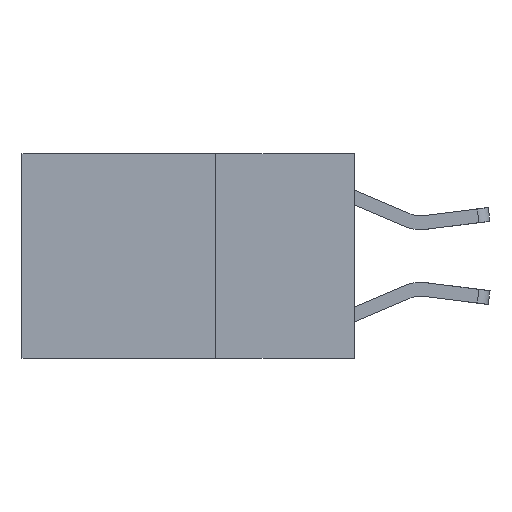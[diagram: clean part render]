
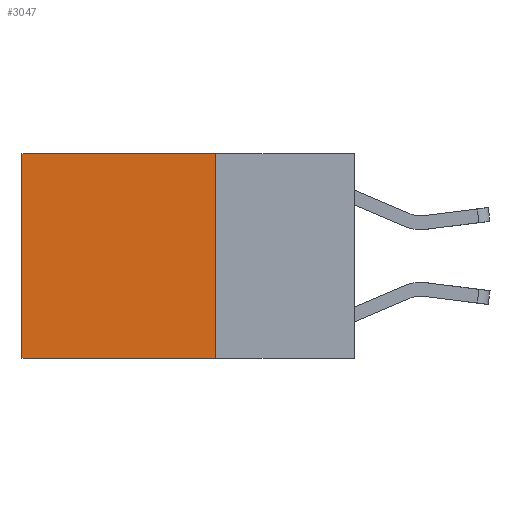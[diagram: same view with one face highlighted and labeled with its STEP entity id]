
A CAD part, left-side view. The second image highlights one B-rep face of the part: STEP entity #3047.
In plain terms, the highlighted planar face has unit normal (-1, 0, 0).
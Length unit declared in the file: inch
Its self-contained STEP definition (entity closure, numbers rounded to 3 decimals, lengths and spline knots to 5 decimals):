
#120 = FACE_OUTER_BOUND ( 'NONE', #2418, .T. ) ;
#213 = VERTEX_POINT ( 'NONE', #5322 ) ;
#220 = VECTOR ( 'NONE', #7596, 39.37008 ) ;
#269 = LINE ( 'NONE', #7719, #220 ) ;
#662 = EDGE_CURVE ( 'NONE', #213, #3966, #6273, .T. ) ;
#792 = VECTOR ( 'NONE', #7103, 39.37008 ) ;
#929 = EDGE_CURVE ( 'NONE', #5928, #3966, #5456, .T. ) ;
#1381 = DIRECTION ( 'NONE',  ( 0., 0., -1. ) ) ;
#2191 = DIRECTION ( 'NONE',  ( 0., 1., 0. ) ) ;
#2339 = CARTESIAN_POINT ( 'NONE',  ( 0.2625, 0.25, -0.37 ) ) ;
#2402 = AXIS2_PLACEMENT_3D ( 'NONE', #6405, #3686, #5188 ) ;
#2418 = EDGE_LOOP ( 'NONE', ( #6903, #8575, #6885, #8467 ) ) ;
#3007 = EDGE_CURVE ( 'NONE', #3552, #5928, #269, .T. ) ;
#3047 = ADVANCED_FACE ( 'NONE', ( #120 ), #7074, .F. ) ;
#3552 = VERTEX_POINT ( 'NONE', #6636 ) ;
#3686 = DIRECTION ( 'NONE',  ( 1., 0., 0. ) ) ;
#3966 = VERTEX_POINT ( 'NONE', #6654 ) ;
#4856 = EDGE_CURVE ( 'NONE', #3552, #213, #6594, .T. ) ;
#5188 = DIRECTION ( 'NONE',  ( 0., 0., -1. ) ) ;
#5322 = CARTESIAN_POINT ( 'NONE',  ( 0.2625, 0.6, 0. ) ) ;
#5456 = LINE ( 'NONE', #2339, #5474 ) ;
#5474 = VECTOR ( 'NONE', #2191, 39.37008 ) ;
#5928 = VERTEX_POINT ( 'NONE', #7508 ) ;
#6211 = VECTOR ( 'NONE', #1381, 39.37008 ) ;
#6273 = LINE ( 'NONE', #6848, #6211 ) ;
#6405 = CARTESIAN_POINT ( 'NONE',  ( 0.2625, 0.25, 0. ) ) ;
#6594 = LINE ( 'NONE', #7122, #792 ) ;
#6636 = CARTESIAN_POINT ( 'NONE',  ( 0.2625, 0.25, 0. ) ) ;
#6654 = CARTESIAN_POINT ( 'NONE',  ( 0.2625, 0.6, -0.37 ) ) ;
#6848 = CARTESIAN_POINT ( 'NONE',  ( 0.2625, 0.6, 0. ) ) ;
#6885 = ORIENTED_EDGE ( 'NONE', *, *, #3007, .F. ) ;
#6903 = ORIENTED_EDGE ( 'NONE', *, *, #662, .T. ) ;
#7074 = PLANE ( 'NONE',  #2402 ) ;
#7103 = DIRECTION ( 'NONE',  ( 0., 1., 0. ) ) ;
#7122 = CARTESIAN_POINT ( 'NONE',  ( 0.2625, 0.25, 0. ) ) ;
#7508 = CARTESIAN_POINT ( 'NONE',  ( 0.2625, 0.25, -0.37 ) ) ;
#7596 = DIRECTION ( 'NONE',  ( 0., 0., -1. ) ) ;
#7719 = CARTESIAN_POINT ( 'NONE',  ( 0.2625, 0.25, 0. ) ) ;
#8467 = ORIENTED_EDGE ( 'NONE', *, *, #4856, .T. ) ;
#8575 = ORIENTED_EDGE ( 'NONE', *, *, #929, .F. ) ;
